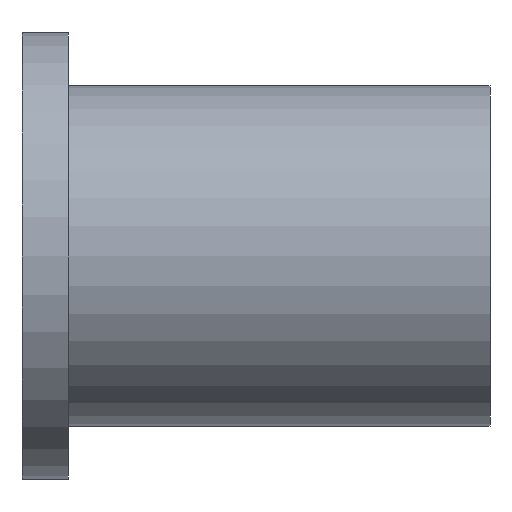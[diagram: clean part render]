
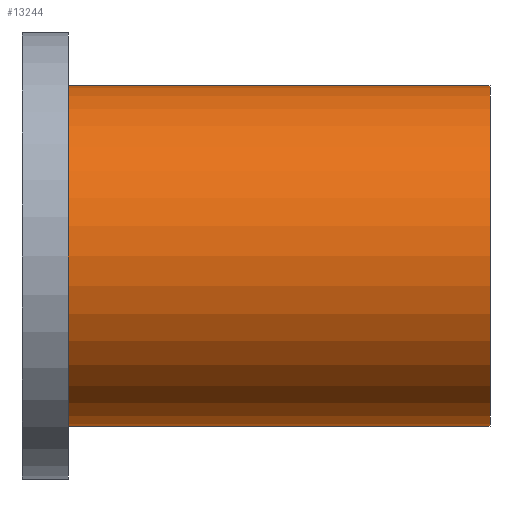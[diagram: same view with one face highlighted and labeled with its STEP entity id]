
A CAD part, front view. The second image highlights one B-rep face of the part: STEP entity #13244.
In plain terms, the highlighted cylindrical face has radius 8 mm (diameter 16 mm), a partial arc.
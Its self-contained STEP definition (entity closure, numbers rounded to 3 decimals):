
#337 = DIRECTION ( 'NONE',  ( -1., 0., 0. ) ) ;
#620 = CARTESIAN_POINT ( 'NONE',  ( 22., 0., 0. ) ) ;
#674 = CARTESIAN_POINT ( 'NONE',  ( 22., 0., -8. ) ) ;
#1176 = LINE ( 'NONE', #1714, #13167 ) ;
#1714 = CARTESIAN_POINT ( 'NONE',  ( 22., 0., -8. ) ) ;
#1853 = DIRECTION ( 'NONE',  ( 1., 0., 0. ) ) ;
#2083 = EDGE_CURVE ( 'NONE', #11024, #13625, #7326, .T. ) ;
#2850 = VERTEX_POINT ( 'NONE', #13175 ) ;
#3197 = ORIENTED_EDGE ( 'NONE', *, *, #8865, .T. ) ;
#3448 = CARTESIAN_POINT ( 'NONE',  ( 2.18, 0., 0. ) ) ;
#3908 = AXIS2_PLACEMENT_3D ( 'NONE', #3448, #13240, #6424 ) ;
#3978 = FACE_OUTER_BOUND ( 'NONE', #5577, .T. ) ;
#4676 = DIRECTION ( 'NONE',  ( -1., 0., 0. ) ) ;
#4979 = EDGE_CURVE ( 'NONE', #11024, #13238, #12437, .T. ) ;
#5393 = CARTESIAN_POINT ( 'NONE',  ( 22., 0., 8. ) ) ;
#5577 = EDGE_LOOP ( 'NONE', ( #10383, #5905, #14107, #3197 ) ) ;
#5752 = AXIS2_PLACEMENT_3D ( 'NONE', #620, #1853, #14871 ) ;
#5905 = ORIENTED_EDGE ( 'NONE', *, *, #2083, .F. ) ;
#5969 = CARTESIAN_POINT ( 'NONE',  ( 22., 0., 8. ) ) ;
#6424 = DIRECTION ( 'NONE',  ( 0., 0., -1. ) ) ;
#7033 = EDGE_CURVE ( 'NONE', #13625, #2850, #1176, .T. ) ;
#7078 = CYLINDRICAL_SURFACE ( 'NONE', #14745, 8. ) ;
#7326 = CIRCLE ( 'NONE', #5752, 8. ) ;
#8789 = CIRCLE ( 'NONE', #3908, 8. ) ;
#8865 = EDGE_CURVE ( 'NONE', #13238, #2850, #8789, .T. ) ;
#9958 = DIRECTION ( 'NONE',  ( -1., 0., 0. ) ) ;
#10383 = ORIENTED_EDGE ( 'NONE', *, *, #7033, .F. ) ;
#10776 = CARTESIAN_POINT ( 'NONE',  ( 2.18, 0., 8. ) ) ;
#11024 = VERTEX_POINT ( 'NONE', #5393 ) ;
#12437 = LINE ( 'NONE', #5969, #12617 ) ;
#12617 = VECTOR ( 'NONE', #4676, 1000. ) ;
#13167 = VECTOR ( 'NONE', #9958, 1000. ) ;
#13175 = CARTESIAN_POINT ( 'NONE',  ( 2.18, 0., -8. ) ) ;
#13238 = VERTEX_POINT ( 'NONE', #10776 ) ;
#13240 = DIRECTION ( 'NONE',  ( 1., 0., 0. ) ) ;
#13244 = ADVANCED_FACE ( 'NONE', ( #3978 ), #7078, .T. ) ;
#13275 = CARTESIAN_POINT ( 'NONE',  ( 22., 0., 0. ) ) ;
#13625 = VERTEX_POINT ( 'NONE', #674 ) ;
#14107 = ORIENTED_EDGE ( 'NONE', *, *, #4979, .T. ) ;
#14438 = DIRECTION ( 'NONE',  ( 0., 0., 1. ) ) ;
#14745 = AXIS2_PLACEMENT_3D ( 'NONE', #13275, #337, #14438 ) ;
#14871 = DIRECTION ( 'NONE',  ( 0., 0., -1. ) ) ;
